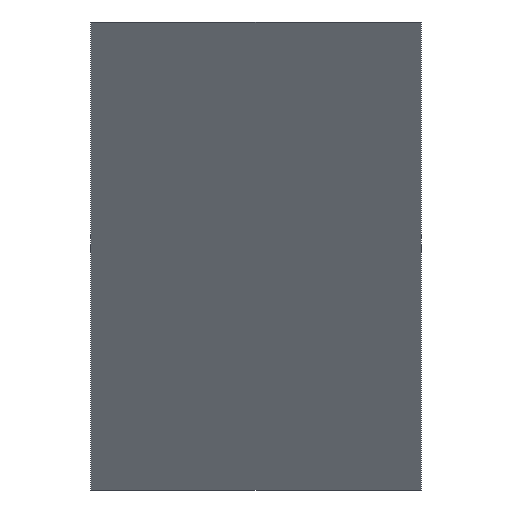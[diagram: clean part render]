
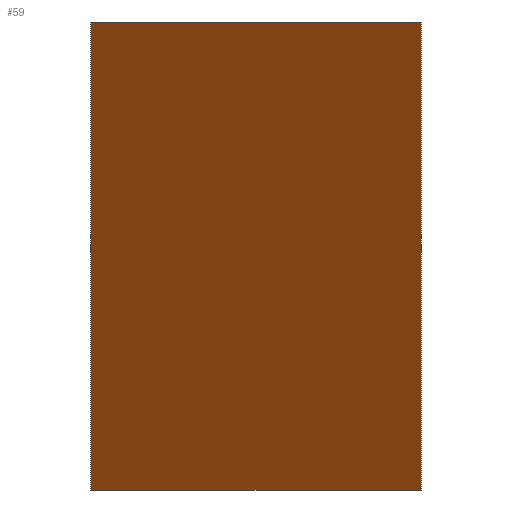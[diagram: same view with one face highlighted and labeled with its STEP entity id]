
A CAD part, front view. The second image highlights one B-rep face of the part: STEP entity #59.
In plain terms, the highlighted planar face has unit normal (-0.707, -0.707, 0).
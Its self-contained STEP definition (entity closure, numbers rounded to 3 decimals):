
#7 = DIRECTION ( 'NONE',  ( 0.707, -0.707, 0. ) ) ;
#15 = VECTOR ( 'NONE', #140, 1000. ) ;
#16 = FACE_OUTER_BOUND ( 'NONE', #33, .T. ) ;
#19 = LINE ( 'NONE', #95, #116 ) ;
#22 = CARTESIAN_POINT ( 'NONE',  ( 295.061, 47.665, 0. ) ) ;
#24 = AXIS2_PLACEMENT_3D ( 'NONE', #51, #141, #83 ) ;
#31 = VERTEX_POINT ( 'NONE', #155 ) ;
#33 = EDGE_LOOP ( 'NONE', ( #36, #165, #152, #160 ) ) ;
#36 = ORIENTED_EDGE ( 'NONE', *, *, #91, .T. ) ;
#46 = EDGE_CURVE ( 'NONE', #68, #124, #123, .T. ) ;
#51 = CARTESIAN_POINT ( 'NONE',  ( 273.848, 68.878, 30. ) ) ;
#53 = CARTESIAN_POINT ( 'NONE',  ( 273.848, 68.878, 30. ) ) ;
#55 = VECTOR ( 'NONE', #88, 1000. ) ;
#59 = ADVANCED_FACE ( 'NONE', ( #16 ), #157, .F. ) ;
#66 = CARTESIAN_POINT ( 'NONE',  ( 273.848, 68.878, 30. ) ) ;
#68 = VERTEX_POINT ( 'NONE', #147 ) ;
#72 = DIRECTION ( 'NONE',  ( 0., 0., -1. ) ) ;
#83 = DIRECTION ( 'NONE',  ( -0.707, 0.707, 0. ) ) ;
#88 = DIRECTION ( 'NONE',  ( 0.707, -0.707, 0. ) ) ;
#91 = EDGE_CURVE ( 'NONE', #124, #137, #150, .T. ) ;
#95 = CARTESIAN_POINT ( 'NONE',  ( 295.061, 47.665, 30. ) ) ;
#100 = EDGE_CURVE ( 'NONE', #31, #137, #19, .T. ) ;
#106 = EDGE_CURVE ( 'NONE', #68, #31, #122, .T. ) ;
#111 = CARTESIAN_POINT ( 'NONE',  ( 273.848, 68.878, 0. ) ) ;
#116 = VECTOR ( 'NONE', #72, 1000. ) ;
#117 = VECTOR ( 'NONE', #7, 1000. ) ;
#121 = CARTESIAN_POINT ( 'NONE',  ( 273.848, 68.878, 0. ) ) ;
#122 = LINE ( 'NONE', #53, #55 ) ;
#123 = LINE ( 'NONE', #66, #15 ) ;
#124 = VERTEX_POINT ( 'NONE', #121 ) ;
#137 = VERTEX_POINT ( 'NONE', #22 ) ;
#140 = DIRECTION ( 'NONE',  ( 0., 0., -1. ) ) ;
#141 = DIRECTION ( 'NONE',  ( 0.707, 0.707, 0. ) ) ;
#147 = CARTESIAN_POINT ( 'NONE',  ( 273.848, 68.878, 30. ) ) ;
#150 = LINE ( 'NONE', #111, #117 ) ;
#152 = ORIENTED_EDGE ( 'NONE', *, *, #106, .F. ) ;
#155 = CARTESIAN_POINT ( 'NONE',  ( 295.061, 47.665, 30. ) ) ;
#157 = PLANE ( 'NONE',  #24 ) ;
#160 = ORIENTED_EDGE ( 'NONE', *, *, #46, .T. ) ;
#165 = ORIENTED_EDGE ( 'NONE', *, *, #100, .F. ) ;
